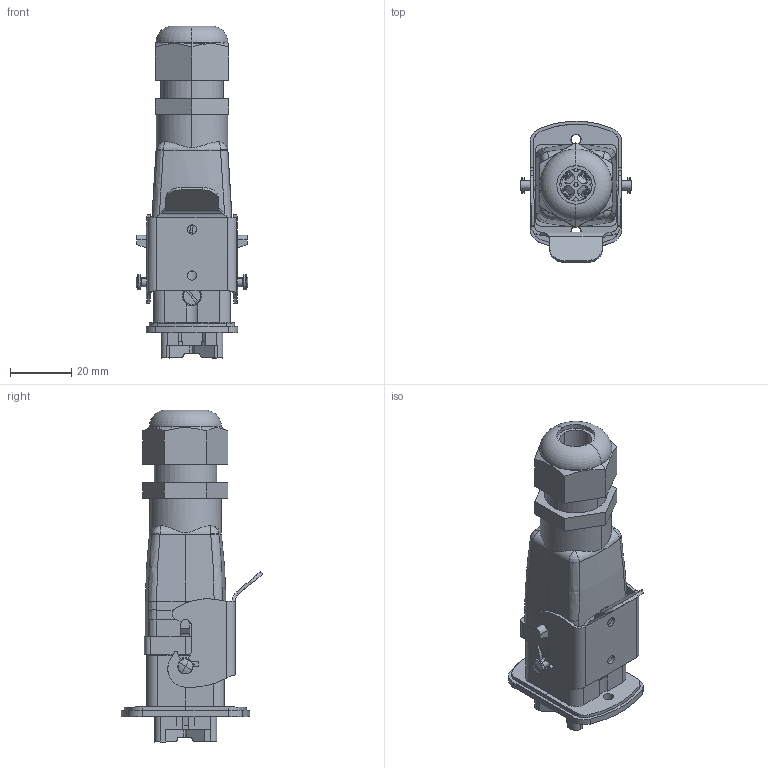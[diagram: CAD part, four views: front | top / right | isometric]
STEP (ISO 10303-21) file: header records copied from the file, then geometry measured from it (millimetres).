
FILE_DESCRIPTION(('CATIA V5 STEP Exchange','CAx-IF Rec.Pracs.--- Model Styling and Organization---1.4--- 2014-01-23'),'2;1');
FILE_NAME ('022149-2_2', '2019-11-22T12:42:06+00:00', ('none'), ('Weidmueller'), 'CATIA Version 5-6 Release 2016 SP3 HF44', 'CATIA V5 STEP AP214', 'none');
FILE_SCHEMA(('AUTOMOTIVE_DESIGN { 1 0 10303 214 1 1 1 1 }'));
Length unit declared in the file: millimetre
Products named in the file (1): 1802470000 
Bounding box: 36.5 x 46.17 x 108.3 mm (x, y, z)
Volume: 44543.3 mm3; surface area: 42447.6 mm2
Topology: 9 solids, 17 shells, 3022 faces, 8295 edges, 5163 vertices
Faces by surface type: plane 1602, cylinder 852, torus 315, cone 172, sphere 40, bspline 33, extrusion 6, revolution 2
Entity records: 95029 total; most frequent: CARTESIAN_POINT 23107, ORIENTED_EDGE 16482, DIRECTION 12184, EDGE_CURVE 8241, VERTEX_POINT 5163, VECTOR 5109, LINE 5103, AXIS2_PLACEMENT_3D 4718
